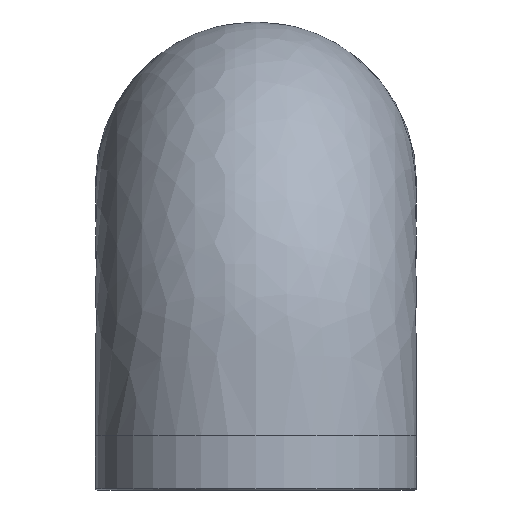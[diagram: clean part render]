
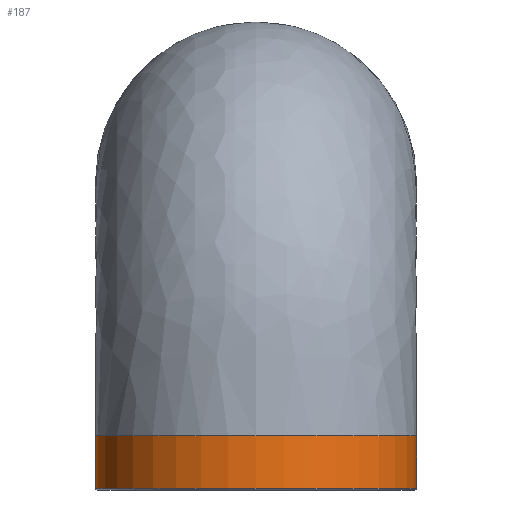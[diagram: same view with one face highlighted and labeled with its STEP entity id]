
A CAD part, front view. The second image highlights one B-rep face of the part: STEP entity #187.
In plain terms, the highlighted cylindrical face has radius 44.5 mm (diameter 89 mm), a full revolution.
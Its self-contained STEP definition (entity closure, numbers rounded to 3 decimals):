
#25=CYLINDRICAL_SURFACE($,#205,44.5);
#30=FACE_BOUND($,#55,.T.);
#44=FACE_OUTER_BOUND($,#54,.T.);
#54=EDGE_LOOP($,(#140,#141,#142));
#55=EDGE_LOOP($,(#143));
#75=CIRCLE($,#203,44.5);
#77=CIRCLE($,#206,44.5);
#78=CIRCLE($,#207,44.5);
#79=CIRCLE($,#208,44.5);
#95=VERTEX_POINT($,#298);
#97=VERTEX_POINT($,#303);
#98=VERTEX_POINT($,#304);
#99=VERTEX_POINT($,#306);
#115=EDGE_CURVE($,#95,#95,#75,.T.);
#117=EDGE_CURVE($,#97,#98,#77,.T.);
#118=EDGE_CURVE($,#99,#97,#78,.T.);
#119=EDGE_CURVE($,#98,#99,#79,.T.);
#140=ORIENTED_EDGE($,*,*,#117,.F.);
#141=ORIENTED_EDGE($,*,*,#118,.F.);
#142=ORIENTED_EDGE($,*,*,#119,.F.);
#143=ORIENTED_EDGE($,*,*,#115,.F.);
#187=ADVANCED_FACE($,(#44,#30),#25,.T.);
#203=AXIS2_PLACEMENT_3D($,#299,#236,#237);
#205=AXIS2_PLACEMENT_3D($,#302,#240,#241);
#206=AXIS2_PLACEMENT_3D($,#305,#242,#243);
#207=AXIS2_PLACEMENT_3D($,#307,#244,#245);
#208=AXIS2_PLACEMENT_3D($,#308,#246,#247);
#236=DIRECTION('center_axis',(0.,0.,-1.));
#237=DIRECTION('ref_axis',(-1.,0.,0.));
#240=DIRECTION('center_axis',(0.,0.,1.));
#241=DIRECTION('ref_axis',(-1.,0.,0.));
#242=DIRECTION('center_axis',(0.,0.,1.));
#243=DIRECTION('ref_axis',(-1.,0.,0.));
#244=DIRECTION('center_axis',(0.,0.,1.));
#245=DIRECTION('ref_axis',(-1.,0.,0.));
#246=DIRECTION('center_axis',(0.,0.,1.));
#247=DIRECTION('ref_axis',(-1.,0.,0.));
#298=CARTESIAN_POINT('',(44.5,0.,0.5));
#299=CARTESIAN_POINT('Origin',(0.,0.,0.5));
#302=CARTESIAN_POINT('Origin',(0.,0.,0.));
#303=CARTESIAN_POINT('',(44.5,0.,15.));
#304=CARTESIAN_POINT('',(-44.5,0.,15.));
#305=CARTESIAN_POINT('Origin',(0.,0.,15.));
#306=CARTESIAN_POINT('',(0.,-44.5,15.));
#307=CARTESIAN_POINT('Origin',(0.,0.,15.));
#308=CARTESIAN_POINT('Origin',(0.,0.,15.));
